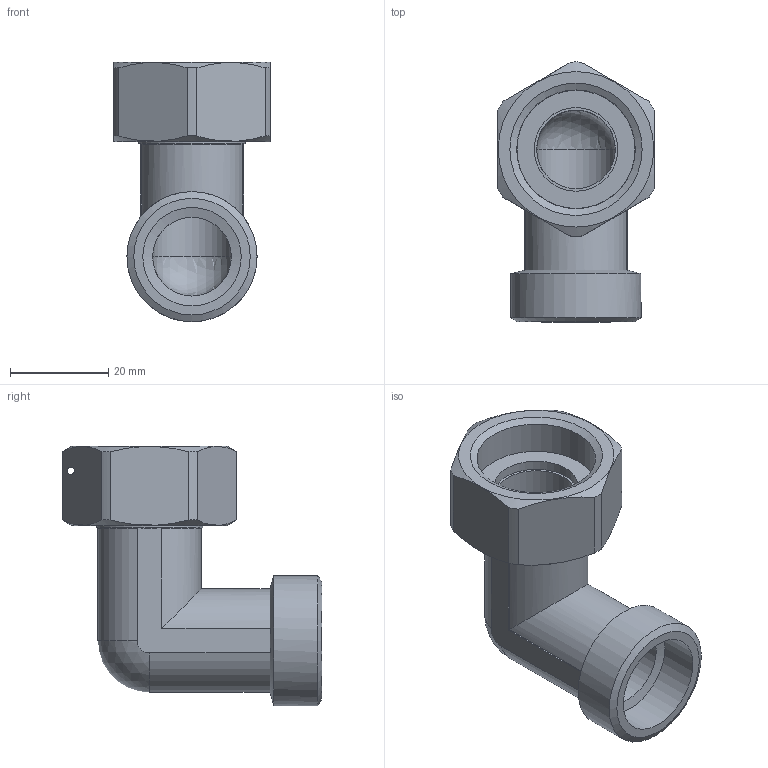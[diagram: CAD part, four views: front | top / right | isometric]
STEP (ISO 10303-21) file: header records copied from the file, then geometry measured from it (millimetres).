
FILE_DESCRIPTION(/* description */ ('Unknown','CAx-IF Rec.Pracs.---Representation and Presentation of Product Manufacturing Information (PMI)---4.0---2014-10-13','CAx-IF Rec.Pracs.---3D Tessellated Geometry---0.4---2014-09-14','2;1'),/* implementation_level */ '2;1');
FILE_NAME(/* name */ '98708714-55-30',/* time_stamp */ '2023-11-30T09:46:01+01:00',/* author */ ('Unknown'),/* organization */ ('Unknown'),/* preprocessor_version */ 'ST-DEVELOPER v18.102',/* originating_system */ 'Solid Edge',/* authorisation */ 'Unknown');
FILE_SCHEMA (('AP242_MANAGED_MODEL_BASED_3D_ENGINEERING_MIM_LF { 1 0 10303 442 1 1 4 }'));
Length unit declared in the file: millimetre
Products named in the file (5): 98708714_AG 3_4x 3_4 郻M; Speerring; _berwurfmutter; Dichtung; 98708714_AG 3_4x 3_4 郻M - Bogen
Assembly tree (4 placements, depth 2):
  98708714_AG 3_4x 3_4 郻M
    Speerring
    _berwurfmutter
    Dichtung
    98708714_AG 3_4x 3_4 郻M - Bogen
Bounding box: 31.7 x 52.75 x 52.72 mm (x, y, z)
Volume: 17694.4 mm3; surface area: 13493.5 mm2
Topology: 4 solids, 4 shells, 65 faces, 162 edges, 102 vertices
Faces by surface type: plane 28, cylinder 24, cone 10, sphere 2, torus 1
Full cylindrical faces by diameter (mm): 1.5 x1, 16 x2, 17 x1, 20 x1, 21.6 x1, 24 x2, 24.1 x1, 24.117 x1, 26.441 x1, 26.5 x1
Entity records: 3134 total; most frequent: CARTESIAN_POINT 1230, DIRECTION 304, ORIENTED_EDGE 248, AXIS2_PLACEMENT_3D 132, EDGE_CURVE 124, EDGE_LOOP 96, FACE_BOUND 96, VERTEX_POINT 90
